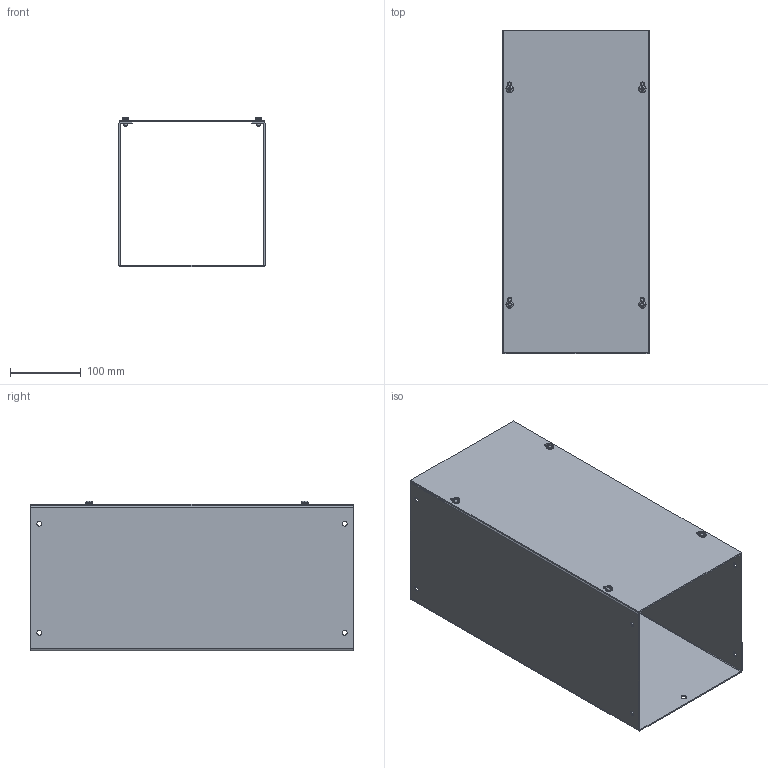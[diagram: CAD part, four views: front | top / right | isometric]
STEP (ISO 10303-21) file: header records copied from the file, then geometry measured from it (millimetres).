
FILE_DESCRIPTION (( 'STEP AP203' ), '1' );
FILE_NAME ('CWSC818NK.step', '2024-04-25T15:14:42', ( '' ), ( '' ), 'SwSTEP 2.0', 'SolidWorks 2023', '' );
FILE_SCHEMA (( 'CONFIG_CONTROL_DESIGN' ));
Length unit declared in the file: inch
Products named in the file (1): CWSC818NK
Bounding box: 206.86 x 457.2 x 211.45 mm (x, y, z)
Volume: 721643.6 mm3; surface area: 780979.4 mm2
Topology: 6 solids, 6 shells, 180 faces, 468 edges, 304 vertices
Faces by surface type: plane 88, cylinder 68, bspline 16, cone 8
Entity records: 6413 total; most frequent: CARTESIAN_POINT 1857, ORIENTED_EDGE 936, DIRECTION 926, EDGE_CURVE 468, AXIS2_PLACEMENT_3D 333, VERTEX_POINT 304, LINE 260, VECTOR 260
